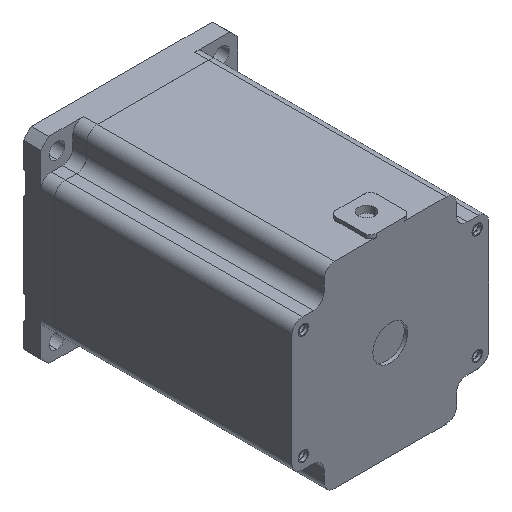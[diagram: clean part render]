
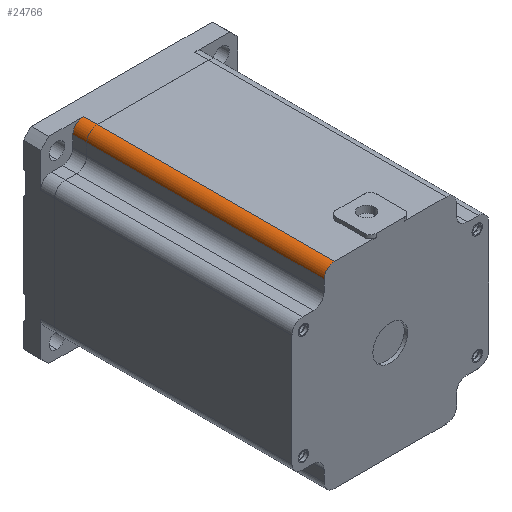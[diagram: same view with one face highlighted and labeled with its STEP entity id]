
A CAD part, isometric view. The second image highlights one B-rep face of the part: STEP entity #24766.
In plain terms, the highlighted cylindrical face has radius 3 mm (diameter 6 mm), a partial arc.
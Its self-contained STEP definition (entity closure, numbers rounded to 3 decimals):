
#21749 = PLANE('',#21750);
#21750 = AXIS2_PLACEMENT_3D('',#21751,#21752,#21753);
#21751 = CARTESIAN_POINT('',(15.85,72.5,47.65));
#21752 = DIRECTION('',(0.,0.,1.));
#21753 = DIRECTION('',(-1.,0.,0.));
#22556 = PLANE('',#22557);
#22557 = AXIS2_PLACEMENT_3D('',#22558,#22559,#22560);
#22558 = CARTESIAN_POINT('',(-6.25,72.,41.55));
#22559 = DIRECTION('',(0.,1.,0.));
#22560 = DIRECTION('',(0.,-0.,1.));
#22610 = PLANE('',#22611);
#22611 = AXIS2_PLACEMENT_3D('',#22612,#22613,#22614);
#22612 = CARTESIAN_POINT('',(15.85,0.,19.95));
#22613 = DIRECTION('',(0.,1.,0.));
#22614 = DIRECTION('',(1.,0.,0.));
#24360 = EDGE_CURVE('',#24361,#24363,#24365,.T.);
#24361 = VERTEX_POINT('',#24362);
#24362 = CARTESIAN_POINT('',(-0.15,72.,47.65));
#24363 = VERTEX_POINT('',#24364);
#24364 = CARTESIAN_POINT('',(-0.15,0.,47.65));
#24365 = SURFACE_CURVE('',#24366,(#24370,#24377),.PCURVE_S1.);
#24366 = LINE('',#24367,#24368);
#24367 = CARTESIAN_POINT('',(-0.15,72.,47.65));
#24368 = VECTOR('',#24369,1.);
#24369 = DIRECTION('',(0.,-1.,0.));
#24370 = PCURVE('',#21749,#24371);
#24371 = DEFINITIONAL_REPRESENTATION('',(#24372),#24376);
#24372 = LINE('',#24373,#24374);
#24373 = CARTESIAN_POINT('',(16.,0.5));
#24374 = VECTOR('',#24375,1.);
#24375 = DIRECTION('',(0.,1.));
#24376 = ( GEOMETRIC_REPRESENTATION_CONTEXT(2) 
PARAMETRIC_REPRESENTATION_CONTEXT() REPRESENTATION_CONTEXT('2D SPACE',''
  ) );
#24377 = PCURVE('',#24378,#24383);
#24378 = CYLINDRICAL_SURFACE('',#24379,3.);
#24379 = AXIS2_PLACEMENT_3D('',#24380,#24381,#24382);
#24380 = CARTESIAN_POINT('',(-0.15,72.08,44.65));
#24381 = DIRECTION('',(0.,-1.,0.));
#24382 = DIRECTION('',(0.,0.,-1.));
#24383 = DEFINITIONAL_REPRESENTATION('',(#24384),#24388);
#24384 = LINE('',#24385,#24386);
#24385 = CARTESIAN_POINT('',(3.142,0.08));
#24386 = VECTOR('',#24387,1.);
#24387 = DIRECTION('',(0.,1.));
#24388 = ( GEOMETRIC_REPRESENTATION_CONTEXT(2) 
PARAMETRIC_REPRESENTATION_CONTEXT() REPRESENTATION_CONTEXT('2D SPACE',''
  ) );
#24766 = ADVANCED_FACE('',(#24767),#24378,.T.);
#24767 = FACE_BOUND('',#24768,.T.);
#24768 = EDGE_LOOP('',(#24769,#24793,#24794,#24822));
#24769 = ORIENTED_EDGE('',*,*,#24770,.T.);
#24770 = EDGE_CURVE('',#24771,#24363,#24773,.T.);
#24771 = VERTEX_POINT('',#24772);
#24772 = CARTESIAN_POINT('',(-3.15,0.,44.65));
#24773 = SURFACE_CURVE('',#24774,(#24779,#24786),.PCURVE_S1.);
#24774 = CIRCLE('',#24775,3.);
#24775 = AXIS2_PLACEMENT_3D('',#24776,#24777,#24778);
#24776 = CARTESIAN_POINT('',(-0.15,0.,44.65));
#24777 = DIRECTION('',(0.,1.,0.));
#24778 = DIRECTION('',(-1.,0.,0.));
#24779 = PCURVE('',#24378,#24780);
#24780 = DEFINITIONAL_REPRESENTATION('',(#24781),#24785);
#24781 = LINE('',#24782,#24783);
#24782 = CARTESIAN_POINT('',(4.712,72.08));
#24783 = VECTOR('',#24784,1.);
#24784 = DIRECTION('',(-1.,0.));
#24785 = ( GEOMETRIC_REPRESENTATION_CONTEXT(2) 
PARAMETRIC_REPRESENTATION_CONTEXT() REPRESENTATION_CONTEXT('2D SPACE',''
  ) );
#24786 = PCURVE('',#22610,#24787);
#24787 = DEFINITIONAL_REPRESENTATION('',(#24788),#24792);
#24788 = CIRCLE('',#24789,3.);
#24789 = AXIS2_PLACEMENT_2D('',#24790,#24791);
#24790 = CARTESIAN_POINT('',(-16.,-24.7));
#24791 = DIRECTION('',(-1.,0.));
#24792 = ( GEOMETRIC_REPRESENTATION_CONTEXT(2) 
PARAMETRIC_REPRESENTATION_CONTEXT() REPRESENTATION_CONTEXT('2D SPACE',''
  ) );
#24793 = ORIENTED_EDGE('',*,*,#24360,.F.);
#24794 = ORIENTED_EDGE('',*,*,#24795,.T.);
#24795 = EDGE_CURVE('',#24361,#24796,#24798,.T.);
#24796 = VERTEX_POINT('',#24797);
#24797 = CARTESIAN_POINT('',(-3.15,72.,44.65));
#24798 = SURFACE_CURVE('',#24799,(#24804,#24811),.PCURVE_S1.);
#24799 = CIRCLE('',#24800,3.);
#24800 = AXIS2_PLACEMENT_3D('',#24801,#24802,#24803);
#24801 = CARTESIAN_POINT('',(-0.15,72.,44.65));
#24802 = DIRECTION('',(0.,-1.,0.));
#24803 = DIRECTION('',(0.,0.,1.));
#24804 = PCURVE('',#24378,#24805);
#24805 = DEFINITIONAL_REPRESENTATION('',(#24806),#24810);
#24806 = LINE('',#24807,#24808);
#24807 = CARTESIAN_POINT('',(3.142,0.08));
#24808 = VECTOR('',#24809,1.);
#24809 = DIRECTION('',(1.,0.));
#24810 = ( GEOMETRIC_REPRESENTATION_CONTEXT(2) 
PARAMETRIC_REPRESENTATION_CONTEXT() REPRESENTATION_CONTEXT('2D SPACE',''
  ) );
#24811 = PCURVE('',#22556,#24812);
#24812 = DEFINITIONAL_REPRESENTATION('',(#24813),#24821);
#24813 = ( BOUNDED_CURVE() B_SPLINE_CURVE(2,(#24814,#24815,#24816,#24817
    ,#24818,#24819,#24820),.UNSPECIFIED.,.T.,.F.) 
B_SPLINE_CURVE_WITH_KNOTS((1,2,2,2,2,1),(-2.094,0.,
    2.094,4.189,6.283,8.378),
.UNSPECIFIED.) CURVE() GEOMETRIC_REPRESENTATION_ITEM() 
RATIONAL_B_SPLINE_CURVE((1.,0.5,1.,0.5,1.,0.5,1.)) REPRESENTATION_ITEM(
  '') );
#24814 = CARTESIAN_POINT('',(6.1,6.1));
#24815 = CARTESIAN_POINT('',(6.1,0.904));
#24816 = CARTESIAN_POINT('',(1.6,3.502));
#24817 = CARTESIAN_POINT('',(-2.9,6.1));
#24818 = CARTESIAN_POINT('',(1.6,8.698));
#24819 = CARTESIAN_POINT('',(6.1,11.296));
#24820 = CARTESIAN_POINT('',(6.1,6.1));
#24821 = ( GEOMETRIC_REPRESENTATION_CONTEXT(2) 
PARAMETRIC_REPRESENTATION_CONTEXT() REPRESENTATION_CONTEXT('2D SPACE',''
  ) );
#24822 = ORIENTED_EDGE('',*,*,#24823,.T.);
#24823 = EDGE_CURVE('',#24796,#24771,#24824,.T.);
#24824 = SURFACE_CURVE('',#24825,(#24829,#24836),.PCURVE_S1.);
#24825 = LINE('',#24826,#24827);
#24826 = CARTESIAN_POINT('',(-3.15,72.,44.65));
#24827 = VECTOR('',#24828,1.);
#24828 = DIRECTION('',(0.,-1.,0.));
#24829 = PCURVE('',#24378,#24830);
#24830 = DEFINITIONAL_REPRESENTATION('',(#24831),#24835);
#24831 = LINE('',#24832,#24833);
#24832 = CARTESIAN_POINT('',(4.712,0.08));
#24833 = VECTOR('',#24834,1.);
#24834 = DIRECTION('',(0.,1.));
#24835 = ( GEOMETRIC_REPRESENTATION_CONTEXT(2) 
PARAMETRIC_REPRESENTATION_CONTEXT() REPRESENTATION_CONTEXT('2D SPACE',''
  ) );
#24836 = PCURVE('',#24837,#24842);
#24837 = PLANE('',#24838);
#24838 = AXIS2_PLACEMENT_3D('',#24839,#24840,#24841);
#24839 = CARTESIAN_POINT('',(-3.15,70.,43.05));
#24840 = DIRECTION('',(1.,0.,0.));
#24841 = DIRECTION('',(0.,0.,-1.));
#24842 = DEFINITIONAL_REPRESENTATION('',(#24843),#24847);
#24843 = LINE('',#24844,#24845);
#24844 = CARTESIAN_POINT('',(-1.6,2.));
#24845 = VECTOR('',#24846,1.);
#24846 = DIRECTION('',(0.,-1.));
#24847 = ( GEOMETRIC_REPRESENTATION_CONTEXT(2) 
PARAMETRIC_REPRESENTATION_CONTEXT() REPRESENTATION_CONTEXT('2D SPACE',''
  ) );
